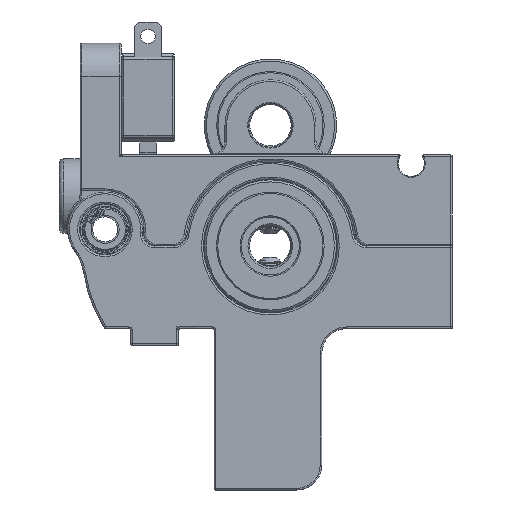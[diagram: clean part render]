
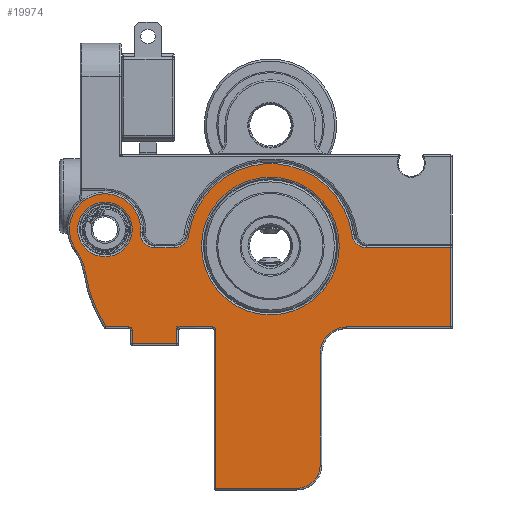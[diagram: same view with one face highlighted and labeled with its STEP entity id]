
A CAD part, front view. The second image highlights one B-rep face of the part: STEP entity #19974.
In plain terms, the highlighted planar face has unit normal (0, -1, 0).
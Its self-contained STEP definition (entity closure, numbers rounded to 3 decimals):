
#848=FACE_BOUND('',#4270,.T.);
#849=FACE_BOUND('',#4271,.T.);
#1284=CIRCLE('',#21619,1.75);
#1285=CIRCLE('',#21620,9.95);
#1286=CIRCLE('',#21621,1.75);
#1287=CIRCLE('',#21622,1.7);
#1288=CIRCLE('',#21623,4.3);
#1289=CIRCLE('',#21624,4.3);
#1290=CIRCLE('',#21625,6.2);
#1291=CIRCLE('',#21626,17.3);
#1292=CIRCLE('',#21627,0.4);
#1293=CIRCLE('',#21628,0.4);
#1294=CIRCLE('',#21629,2.8);
#1295=CIRCLE('',#21630,3.2);
#1296=CIRCLE('',#21631,3.3);
#1297=CIRCLE('',#21632,8.325);
#3004=FACE_OUTER_BOUND('',#4269,.T.);
#4269=EDGE_LOOP('',(#16961,#16962,#16963,#16964,#16965,#16966,#16967,#16968,
#16969,#16970,#16971,#16972,#16973,#16974,#16975,#16976,#16977,#16978,#16979,
#16980,#16981,#16982,#16983,#16984));
#4270=EDGE_LOOP('',(#16985));
#4271=EDGE_LOOP('',(#16986));
#6264=LINE('',#52801,#7567);
#6267=LINE('',#52817,#7570);
#6269=LINE('',#52823,#7572);
#6270=LINE('',#52831,#7573);
#6271=LINE('',#52843,#7574);
#6272=LINE('',#52847,#7575);
#6273=LINE('',#52849,#7576);
#6274=LINE('',#52851,#7577);
#6275=LINE('',#52853,#7578);
#6276=LINE('',#52857,#7579);
#6277=LINE('',#52859,#7580);
#6278=LINE('',#52863,#7581);
#7567=VECTOR('',#25775,10.);
#7570=VECTOR('',#25798,10.);
#7572=VECTOR('',#25804,10.);
#7573=VECTOR('',#25811,10.);
#7574=VECTOR('',#25822,10.);
#7575=VECTOR('',#25825,10.);
#7576=VECTOR('',#25826,10.);
#7577=VECTOR('',#25827,10.);
#7578=VECTOR('',#25828,10.);
#7579=VECTOR('',#25831,10.);
#7580=VECTOR('',#25832,10.);
#7581=VECTOR('',#25835,10.);
#9249=VERTEX_POINT('',#52795);
#9251=VERTEX_POINT('',#52799);
#9254=VERTEX_POINT('',#52816);
#9256=VERTEX_POINT('',#52822);
#9257=VERTEX_POINT('',#52824);
#9258=VERTEX_POINT('',#52826);
#9259=VERTEX_POINT('',#52828);
#9260=VERTEX_POINT('',#52830);
#9261=VERTEX_POINT('',#52832);
#9262=VERTEX_POINT('',#52834);
#9263=VERTEX_POINT('',#52836);
#9264=VERTEX_POINT('',#52838);
#9265=VERTEX_POINT('',#52840);
#9266=VERTEX_POINT('',#52842);
#9267=VERTEX_POINT('',#52844);
#9268=VERTEX_POINT('',#52846);
#9269=VERTEX_POINT('',#52848);
#9270=VERTEX_POINT('',#52850);
#9271=VERTEX_POINT('',#52852);
#9272=VERTEX_POINT('',#52854);
#9273=VERTEX_POINT('',#52856);
#9274=VERTEX_POINT('',#52858);
#9275=VERTEX_POINT('',#52860);
#9276=VERTEX_POINT('',#52862);
#9277=VERTEX_POINT('',#52865);
#9278=VERTEX_POINT('',#52867);
#11865=EDGE_CURVE('',#9251,#9249,#6264,.T.);
#11873=EDGE_CURVE('',#9249,#9254,#6267,.T.);
#11876=EDGE_CURVE('',#9256,#9251,#6269,.T.);
#11877=EDGE_CURVE('',#9257,#9256,#1284,.T.);
#11878=EDGE_CURVE('',#9258,#9257,#1285,.T.);
#11879=EDGE_CURVE('',#9259,#9258,#1286,.T.);
#11880=EDGE_CURVE('',#9260,#9259,#6270,.T.);
#11881=EDGE_CURVE('',#9261,#9260,#1287,.T.);
#11882=EDGE_CURVE('',#9262,#9261,#1288,.T.);
#11883=EDGE_CURVE('',#9263,#9262,#1289,.T.);
#11884=EDGE_CURVE('',#9264,#9263,#1290,.T.);
#11885=EDGE_CURVE('',#9265,#9264,#1291,.T.);
#11886=EDGE_CURVE('',#9266,#9265,#6271,.T.);
#11887=EDGE_CURVE('',#9267,#9266,#1292,.T.);
#11888=EDGE_CURVE('',#9268,#9267,#6272,.T.);
#11889=EDGE_CURVE('',#9269,#9268,#6273,.T.);
#11890=EDGE_CURVE('',#9270,#9269,#6274,.T.);
#11891=EDGE_CURVE('',#9271,#9270,#6275,.T.);
#11892=EDGE_CURVE('',#9272,#9271,#1293,.T.);
#11893=EDGE_CURVE('',#9273,#9272,#6276,.T.);
#11894=EDGE_CURVE('',#9274,#9273,#6277,.T.);
#11895=EDGE_CURVE('',#9275,#9274,#1294,.T.);
#11896=EDGE_CURVE('',#9276,#9275,#6278,.T.);
#11897=EDGE_CURVE('',#9254,#9276,#1295,.T.);
#11898=EDGE_CURVE('',#9277,#9277,#1296,.T.);
#11899=EDGE_CURVE('',#9278,#9278,#1297,.T.);
#16961=ORIENTED_EDGE('',*,*,#11865,.F.);
#16962=ORIENTED_EDGE('',*,*,#11876,.F.);
#16963=ORIENTED_EDGE('',*,*,#11877,.F.);
#16964=ORIENTED_EDGE('',*,*,#11878,.F.);
#16965=ORIENTED_EDGE('',*,*,#11879,.F.);
#16966=ORIENTED_EDGE('',*,*,#11880,.F.);
#16967=ORIENTED_EDGE('',*,*,#11881,.F.);
#16968=ORIENTED_EDGE('',*,*,#11882,.F.);
#16969=ORIENTED_EDGE('',*,*,#11883,.F.);
#16970=ORIENTED_EDGE('',*,*,#11884,.F.);
#16971=ORIENTED_EDGE('',*,*,#11885,.F.);
#16972=ORIENTED_EDGE('',*,*,#11886,.F.);
#16973=ORIENTED_EDGE('',*,*,#11887,.F.);
#16974=ORIENTED_EDGE('',*,*,#11888,.F.);
#16975=ORIENTED_EDGE('',*,*,#11889,.F.);
#16976=ORIENTED_EDGE('',*,*,#11890,.F.);
#16977=ORIENTED_EDGE('',*,*,#11891,.F.);
#16978=ORIENTED_EDGE('',*,*,#11892,.F.);
#16979=ORIENTED_EDGE('',*,*,#11893,.F.);
#16980=ORIENTED_EDGE('',*,*,#11894,.F.);
#16981=ORIENTED_EDGE('',*,*,#11895,.F.);
#16982=ORIENTED_EDGE('',*,*,#11896,.F.);
#16983=ORIENTED_EDGE('',*,*,#11897,.F.);
#16984=ORIENTED_EDGE('',*,*,#11873,.F.);
#16985=ORIENTED_EDGE('',*,*,#11898,.F.);
#16986=ORIENTED_EDGE('',*,*,#11899,.F.);
#19113=PLANE('',#21618);
#19974=ADVANCED_FACE('',(#3004,#848,#849),#19113,.T.);
#21618=AXIS2_PLACEMENT_3D('',#52821,#25802,#25803);
#21619=AXIS2_PLACEMENT_3D('',#52825,#25805,#25806);
#21620=AXIS2_PLACEMENT_3D('',#52827,#25807,#25808);
#21621=AXIS2_PLACEMENT_3D('',#52829,#25809,#25810);
#21622=AXIS2_PLACEMENT_3D('',#52833,#25812,#25813);
#21623=AXIS2_PLACEMENT_3D('',#52835,#25814,#25815);
#21624=AXIS2_PLACEMENT_3D('',#52837,#25816,#25817);
#21625=AXIS2_PLACEMENT_3D('',#52839,#25818,#25819);
#21626=AXIS2_PLACEMENT_3D('',#52841,#25820,#25821);
#21627=AXIS2_PLACEMENT_3D('',#52845,#25823,#25824);
#21628=AXIS2_PLACEMENT_3D('',#52855,#25829,#25830);
#21629=AXIS2_PLACEMENT_3D('',#52861,#25833,#25834);
#21630=AXIS2_PLACEMENT_3D('',#52864,#25836,#25837);
#21631=AXIS2_PLACEMENT_3D('',#52866,#25838,#25839);
#21632=AXIS2_PLACEMENT_3D('',#52868,#25840,#25841);
#25775=DIRECTION('',(0.,0.,-1.));
#25798=DIRECTION('',(-1.,0.,0.));
#25802=DIRECTION('center_axis',(0.,-1.,0.));
#25803=DIRECTION('ref_axis',(0.,0.,-1.));
#25804=DIRECTION('',(1.,0.,0.));
#25805=DIRECTION('center_axis',(0.,-1.,0.));
#25806=DIRECTION('ref_axis',(-0.658,0.,-0.753));
#25807=DIRECTION('center_axis',(0.,1.,0.));
#25808=DIRECTION('ref_axis',(0.,0.,1.));
#25809=DIRECTION('center_axis',(0.,-1.,0.));
#25810=DIRECTION('ref_axis',(0.658,0.,-0.753));
#25811=DIRECTION('',(1.,0.,0.));
#25812=DIRECTION('center_axis',(0.,-1.,0.));
#25813=DIRECTION('ref_axis',(-0.736,0.,-0.677));
#25814=DIRECTION('center_axis',(0.,1.,0.));
#25815=DIRECTION('ref_axis',(1.,0.,0.023));
#25816=DIRECTION('center_axis',(0.,1.,0.));
#25817=DIRECTION('ref_axis',(-0.37,0.,0.929));
#25818=DIRECTION('center_axis',(0.,-1.,0.));
#25819=DIRECTION('ref_axis',(0.924,0.,0.381));
#25820=DIRECTION('center_axis',(0.,1.,0.));
#25821=DIRECTION('ref_axis',(-0.936,0.,-0.353));
#25822=DIRECTION('',(-1.,0.,0.));
#25823=DIRECTION('center_axis',(0.,-1.,0.));
#25824=DIRECTION('ref_axis',(0.707,0.,0.707));
#25825=DIRECTION('',(0.,0.,1.));
#25826=DIRECTION('',(-1.,0.,0.));
#25827=DIRECTION('',(0.,0.,-1.));
#25828=DIRECTION('',(-1.,0.,0.));
#25829=DIRECTION('center_axis',(0.,-1.,0.));
#25830=DIRECTION('ref_axis',(0.707,0.,0.707));
#25831=DIRECTION('',(0.,0.,1.));
#25832=DIRECTION('',(-1.,0.,0.));
#25833=DIRECTION('center_axis',(0.,1.,0.));
#25834=DIRECTION('ref_axis',(0.707,0.,-0.707));
#25835=DIRECTION('',(0.,0.,-1.));
#25836=DIRECTION('center_axis',(0.,-1.,0.));
#25837=DIRECTION('ref_axis',(-0.707,0.,0.707));
#25838=DIRECTION('center_axis',(0.,-1.,0.));
#25839=DIRECTION('ref_axis',(1.,0.,0.));
#25840=DIRECTION('center_axis',(0.,-1.,0.));
#25841=DIRECTION('ref_axis',(1.,0.,0.));
#52795=CARTESIAN_POINT('',(-154.202,189.579,-21.382));
#52799=CARTESIAN_POINT('',(-154.202,189.579,-11.782));
#52801=CARTESIAN_POINT('',(-154.202,189.579,-20.403));
#52816=CARTESIAN_POINT('',(-166.8,189.579,-21.382));
#52817=CARTESIAN_POINT('',(-194.348,189.579,-21.382));
#52821=CARTESIAN_POINT('Origin',(-197.37,189.579,-19.223));
#52822=CARTESIAN_POINT('',(-164.422,189.579,-11.782));
#52823=CARTESIAN_POINT('',(-175.686,189.579,-11.782));
#52824=CARTESIAN_POINT('',(-166.157,189.579,-10.266));
#52825=CARTESIAN_POINT('Origin',(-164.422,189.579,-10.032));
#52826=CARTESIAN_POINT('',(-185.878,189.579,-10.266));
#52827=CARTESIAN_POINT('Origin',(-176.018,189.579,-11.595));
#52828=CARTESIAN_POINT('',(-187.613,189.579,-11.782));
#52829=CARTESIAN_POINT('Origin',(-187.613,189.579,-10.032));
#52830=CARTESIAN_POINT('',(-190.022,189.579,-11.782));
#52831=CARTESIAN_POINT('',(-194.431,189.579,-11.782));
#52832=CARTESIAN_POINT('',(-191.716,189.579,-9.941));
#52833=CARTESIAN_POINT('Origin',(-190.022,189.579,-10.082));
#52834=CARTESIAN_POINT('',(-191.738,189.579,-9.026));
#52835=CARTESIAN_POINT('Origin',(-196.002,189.579,-9.582));
#52836=CARTESIAN_POINT('',(-199.482,189.579,-12.107));
#52837=CARTESIAN_POINT('Origin',(-196.002,189.579,-9.582));
#52838=CARTESIAN_POINT('',(-198.376,189.579,-14.789));
#52839=CARTESIAN_POINT('Origin',(-204.502,189.579,-15.747));
#52840=CARTESIAN_POINT('',(-195.892,189.579,-21.382));
#52841=CARTESIAN_POINT('Origin',(-181.284,189.579,-12.115));
#52842=CARTESIAN_POINT('',(-193.1,189.579,-21.382));
#52843=CARTESIAN_POINT('',(-194.348,189.579,-21.382));
#52844=CARTESIAN_POINT('',(-192.7,189.579,-21.782));
#52845=CARTESIAN_POINT('Origin',(-193.1,189.579,-21.782));
#52846=CARTESIAN_POINT('',(-192.7,189.579,-23.432));
#52847=CARTESIAN_POINT('',(-192.7,189.579,-20.403));
#52848=CARTESIAN_POINT('',(-187.302,189.579,-23.432));
#52849=CARTESIAN_POINT('',(-192.236,189.579,-23.432));
#52850=CARTESIAN_POINT('',(-187.302,189.579,-21.382));
#52851=CARTESIAN_POINT('',(-187.302,189.579,-20.403));
#52852=CARTESIAN_POINT('',(-183.,189.579,-21.382));
#52853=CARTESIAN_POINT('',(-194.348,189.579,-21.382));
#52854=CARTESIAN_POINT('',(-182.6,189.579,-21.782));
#52855=CARTESIAN_POINT('Origin',(-183.,189.579,-21.782));
#52856=CARTESIAN_POINT('',(-182.6,189.579,-40.882));
#52857=CARTESIAN_POINT('',(-182.6,189.579,-20.403));
#52858=CARTESIAN_POINT('',(-172.8,189.579,-40.882));
#52859=CARTESIAN_POINT('',(-186.186,189.579,-40.882));
#52860=CARTESIAN_POINT('',(-170.,189.579,-38.082));
#52861=CARTESIAN_POINT('Origin',(-172.8,189.579,-38.082));
#52862=CARTESIAN_POINT('',(-170.,189.579,-24.582));
#52863=CARTESIAN_POINT('',(-170.,189.579,-20.403));
#52864=CARTESIAN_POINT('Origin',(-166.8,189.579,-24.582));
#52865=CARTESIAN_POINT('',(-196.002,189.579,-6.282));
#52866=CARTESIAN_POINT('Origin',(-196.002,189.579,-9.582));
#52867=CARTESIAN_POINT('',(-176.018,189.579,-3.27));
#52868=CARTESIAN_POINT('Origin',(-176.018,189.579,-11.595));
